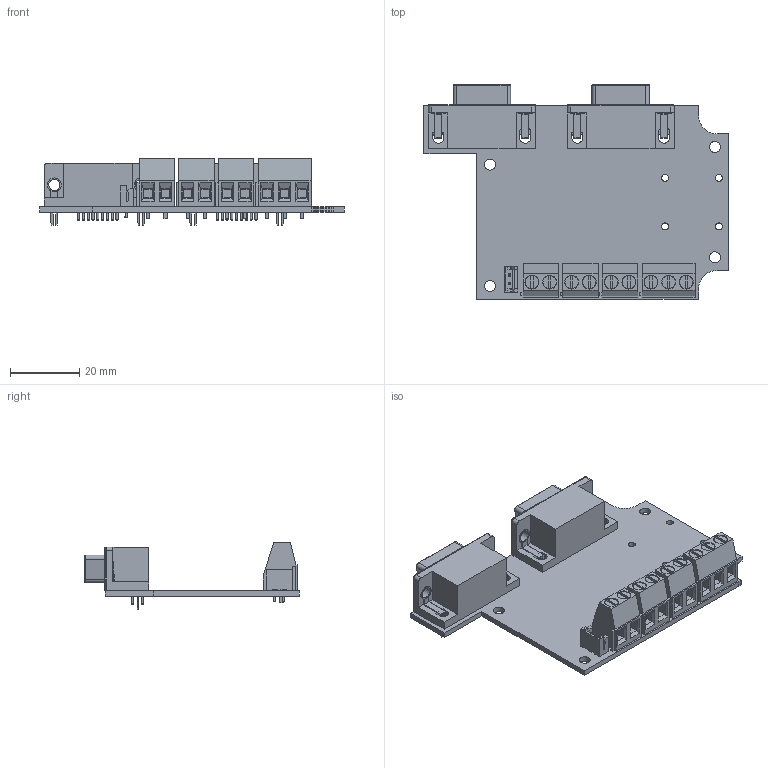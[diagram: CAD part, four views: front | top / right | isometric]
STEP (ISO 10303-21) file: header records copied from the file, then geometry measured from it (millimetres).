
FILE_DESCRIPTION(('KiCad electronic assembly'),'2;1');
FILE_NAME('Adapter Card.step','2023-08-03T14:15:18',('Pcbnew'),('Kicad') ,'Open CASCADE STEP processor 7.6','KiCad to STEP converter','Unknown' );
FILE_SCHEMA(('AUTOMOTIVE_DESIGN { 1 0 10303 214 1 1 1 1 }'));
Length unit declared in the file: millimetre
Products named in the file (10): Adapter Card 1; TerminalBlock_Phoenix_MKDS-1,5-2-5.08_1x02_P5.08mm_Horizontal; SOLID; DSUB-9_Male_Horizontal_P2.77x2.84mm_EdgePinOffset7.70mm_Housed_
MountingHolesOffset9.12mm; TerminalBlock_Phoenix_MKDS-1,5-3-5.08_1x03_P5.08mm_Horizontal; JST_EH_B2B-EH-A_1x02_P2.50mm_Vertical; Box PCB
Assembly tree (12 placements, depth 3):
  Adapter Card 1
    TerminalBlock_Phoenix_MKDS-1,5-2-5.08_1x02_P5.08mm_Horizontal  x3
      SOLID
    DSUB-9_Male_Horizontal_P2.77x2.84mm_EdgePinOffset7.70mm_Housed_
MountingHolesOffset9.12mm  x2
      SOLID
    TerminalBlock_Phoenix_MKDS-1,5-3-5.08_1x03_P5.08mm_Horizontal
      SOLID
    JST_EH_B2B-EH-A_1x02_P2.50mm_Vertical
      SOLID
    Box PCB
Bounding box: 87.63 x 61.73 x 19.2 mm (x, y, z)
Volume: 19100.3 mm3; surface area: 20485.7 mm2
Topology: 8 solids, 10 shells, 929 faces, 2341 edges, 1490 vertices
Faces by surface type: plane 654, cylinder 175, torus 48, bspline 36, cone 8, revolution 8
Full cylindrical faces by diameter (mm): 0.64 x54, 1 x20, 1.3 x9, 2 x4, 3.2 x12, 3.8 x9, 4 x13
Entity records: 40530 total; most frequent: CARTESIAN_POINT 7201, DIRECTION 5623, LINE 3649, VECTOR 3649, ORIENTED_EDGE 2924, PCURVE 2924, DEFINITIONAL_REPRESENTATION 2924, EDGE_CURVE 1462
